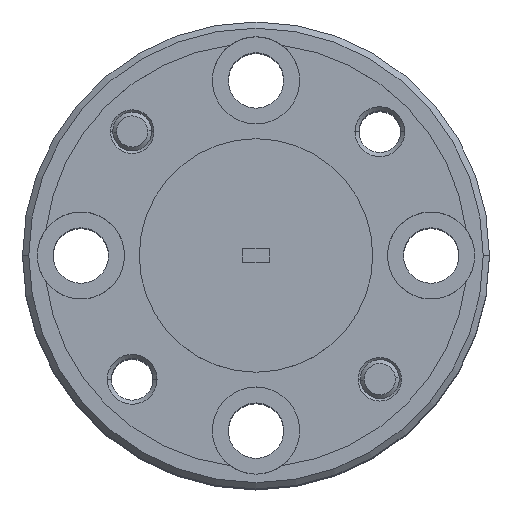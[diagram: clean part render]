
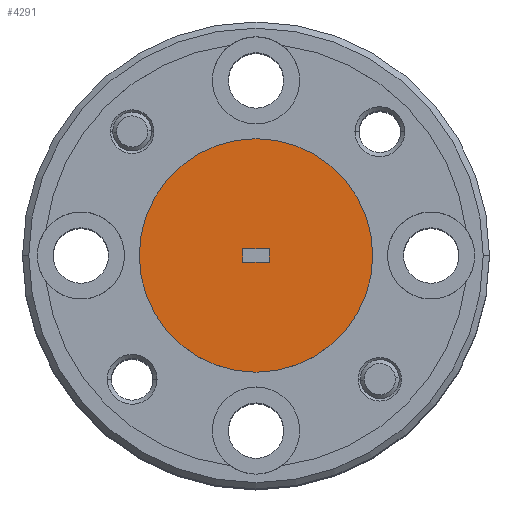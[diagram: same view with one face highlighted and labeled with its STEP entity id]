
A CAD part, top view. The second image highlights one B-rep face of the part: STEP entity #4291.
In plain terms, the highlighted planar face has unit normal (0, 0, 1).
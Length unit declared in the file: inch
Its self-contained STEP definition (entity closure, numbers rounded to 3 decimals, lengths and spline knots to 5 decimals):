
#6 = VECTOR ( 'NONE', #1297, 39.37008 ) ;
#93 = CARTESIAN_POINT ( 'NONE',  ( -2.08987, 0.44574, 1.28132 ) ) ;
#136 = PLANE ( 'NONE',  #2904 ) ;
#140 = CARTESIAN_POINT ( 'NONE',  ( -2.04687, 0.46724, 1.28132 ) ) ;
#159 = DIRECTION ( 'NONE',  ( 1., 0., 0. ) ) ;
#277 = DIRECTION ( 'NONE',  ( 0., -1., 0. ) ) ;
#532 = VERTEX_POINT ( 'NONE', #1650 ) ;
#573 = CARTESIAN_POINT ( 'NONE',  ( -2.08987, 0.44574, 1.28132 ) ) ;
#727 = DIRECTION ( 'NONE',  ( 0., 0., 1. ) ) ;
#939 = AXIS2_PLACEMENT_3D ( 'NONE', #1520, #727, #2164 ) ;
#948 = CARTESIAN_POINT ( 'NONE',  ( -2.04687, 0.44574, 1.28132 ) ) ;
#1246 = DIRECTION ( 'NONE',  ( 0., 0., 1. ) ) ;
#1261 = ORIENTED_EDGE ( 'NONE', *, *, #1809, .T. ) ;
#1297 = DIRECTION ( 'NONE',  ( -1., 0., 0. ) ) ;
#1408 = EDGE_CURVE ( 'NONE', #4534, #1438, #3356, .T. ) ;
#1433 = EDGE_CURVE ( 'NONE', #3205, #2302, #4353, .T. ) ;
#1438 = VERTEX_POINT ( 'NONE', #948 ) ;
#1520 = CARTESIAN_POINT ( 'NONE',  ( -2.06837, 0.45649, 1.28132 ) ) ;
#1650 = CARTESIAN_POINT ( 'NONE',  ( -2.08987, 0.46724, 1.28132 ) ) ;
#1770 = EDGE_LOOP ( 'NONE', ( #1261, #4228 ) ) ;
#1809 = EDGE_CURVE ( 'NONE', #2302, #3205, #3072, .T. ) ;
#2089 = ORIENTED_EDGE ( 'NONE', *, *, #4473, .F. ) ;
#2164 = DIRECTION ( 'NONE',  ( 1., 0., 0. ) ) ;
#2302 = VERTEX_POINT ( 'NONE', #2386 ) ;
#2386 = CARTESIAN_POINT ( 'NONE',  ( -1.88087, 0.45649, 1.28132 ) ) ;
#2515 = CARTESIAN_POINT ( 'NONE',  ( -2.04687, 0.46724, 1.28132 ) ) ;
#2600 = VECTOR ( 'NONE', #3018, 39.37008 ) ;
#2611 = FACE_BOUND ( 'NONE', #3895, .T. ) ;
#2684 = CARTESIAN_POINT ( 'NONE',  ( -2.06837, 0.45649, 1.28132 ) ) ;
#2736 = LINE ( 'NONE', #4147, #6 ) ;
#2795 = LINE ( 'NONE', #140, #3281 ) ;
#2851 = LINE ( 'NONE', #4581, #3211 ) ;
#2904 = AXIS2_PLACEMENT_3D ( 'NONE', #2684, #4448, #4143 ) ;
#2949 = EDGE_CURVE ( 'NONE', #532, #4534, #2851, .T. ) ;
#2985 = AXIS2_PLACEMENT_3D ( 'NONE', #4564, #1246, #159 ) ;
#3018 = DIRECTION ( 'NONE',  ( 1., 0., 0. ) ) ;
#3072 = CIRCLE ( 'NONE', #939, 0.1875 ) ;
#3205 = VERTEX_POINT ( 'NONE', #3388 ) ;
#3211 = VECTOR ( 'NONE', #277, 39.37008 ) ;
#3281 = VECTOR ( 'NONE', #4223, 39.37008 ) ;
#3334 = FACE_OUTER_BOUND ( 'NONE', #1770, .T. ) ;
#3356 = LINE ( 'NONE', #93, #2600 ) ;
#3388 = CARTESIAN_POINT ( 'NONE',  ( -2.25587, 0.45649, 1.28132 ) ) ;
#3414 = VERTEX_POINT ( 'NONE', #2515 ) ;
#3889 = ORIENTED_EDGE ( 'NONE', *, *, #4468, .F. ) ;
#3895 = EDGE_LOOP ( 'NONE', ( #2089, #4082, #4231, #3889 ) ) ;
#4082 = ORIENTED_EDGE ( 'NONE', *, *, #1408, .F. ) ;
#4143 = DIRECTION ( 'NONE',  ( 1., 0., 0. ) ) ;
#4147 = CARTESIAN_POINT ( 'NONE',  ( -2.08987, 0.46724, 1.28132 ) ) ;
#4223 = DIRECTION ( 'NONE',  ( 0., 1., 0. ) ) ;
#4228 = ORIENTED_EDGE ( 'NONE', *, *, #1433, .T. ) ;
#4231 = ORIENTED_EDGE ( 'NONE', *, *, #2949, .F. ) ;
#4291 = ADVANCED_FACE ( 'NONE', ( #2611, #3334 ), #136, .T. ) ;
#4353 = CIRCLE ( 'NONE', #2985, 0.1875 ) ;
#4448 = DIRECTION ( 'NONE',  ( 0., 0., 1. ) ) ;
#4468 = EDGE_CURVE ( 'NONE', #3414, #532, #2736, .T. ) ;
#4473 = EDGE_CURVE ( 'NONE', #1438, #3414, #2795, .T. ) ;
#4534 = VERTEX_POINT ( 'NONE', #573 ) ;
#4564 = CARTESIAN_POINT ( 'NONE',  ( -2.06837, 0.45649, 1.28132 ) ) ;
#4581 = CARTESIAN_POINT ( 'NONE',  ( -2.08987, 0.46724, 1.28132 ) ) ;
